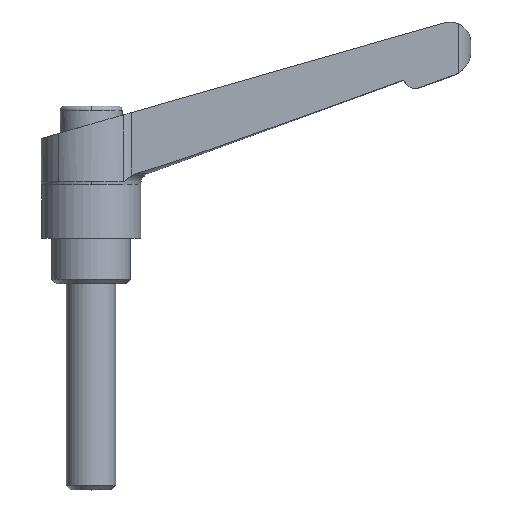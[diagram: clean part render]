
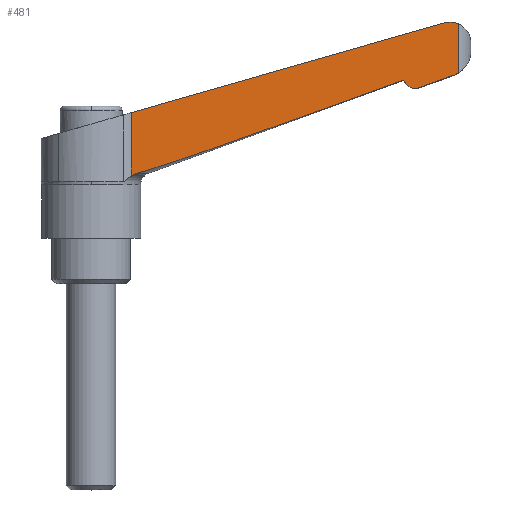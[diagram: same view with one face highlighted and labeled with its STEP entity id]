
A CAD part, top view. The second image highlights one B-rep face of the part: STEP entity #481.
In plain terms, the highlighted planar face has unit normal (0.035, 0, 0.999).
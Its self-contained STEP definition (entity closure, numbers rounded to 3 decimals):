
#265 = EDGE_CURVE( '', #465, #321, #752, .T. );
#271 = EDGE_CURVE( '', #321, #347, #759, .T. );
#281 = EDGE_CURVE( '', #347, #585, #771, .T. );
#321 = VERTEX_POINT( '', #815 );
#331 = EDGE_CURVE( '', #523, #713, #825, .T. );
#347 = VERTEX_POINT( '', #842 );
#463 = VERTEX_POINT( '', #968 );
#465 = VERTEX_POINT( '', #970 );
#471 = VERTEX_POINT( '', #976 );
#481 = ADVANCED_FACE( '', ( #987 ), #988, .F. );
#523 = VERTEX_POINT( '', #1032 );
#529 = EDGE_CURVE( '', #523, #709, #1038, .T. );
#581 = EDGE_CURVE( '', #471, #709, #1098, .T. );
#585 = VERTEX_POINT( '', #1103 );
#677 = EDGE_CURVE( '', #585, #713, #1206, .T. );
#679 = EDGE_CURVE( '', #463, #465, #1208, .T. );
#709 = VERTEX_POINT( '', #1241 );
#713 = VERTEX_POINT( '', #1246 );
#723 = EDGE_CURVE( '', #471, #463, #1258, .T. );
#752 = B_SPLINE_CURVE_WITH_KNOTS( '', 3, ( #1280, #1281, #1282, #1283, #1284, #1285, #1286, #1287, #1288, #1289, #1290, #1291, #1292, #1293, #1294, #1295, #1296, #1297, #1298, #1299 ), .UNSPECIFIED., .F., .F., ( 4, 2, 2, 2, 2, 2, 2, 2, 2, 4 ), ( 3.468, 3.897, 4.456, 5.016, 5.576, 6.135, 6.693, 7.249, 7.805, 7.931 ), .UNSPECIFIED. );
#759 = ( B_SPLINE_CURVE( 2, ( #1308, #1309, #1310 ), .UNSPECIFIED., .F., .F. )B_SPLINE_CURVE_WITH_KNOTS( ( 3, 3 ), ( 0., 68.465 ), .UNSPECIFIED. )RATIONAL_B_SPLINE_CURVE( ( 1., 1.437, 1. ) )BOUNDED_CURVE(  )REPRESENTATION_ITEM( '' )GEOMETRIC_REPRESENTATION_ITEM(  )CURVE(  ) );
#771 = B_SPLINE_CURVE_WITH_KNOTS( '', 3, ( #1341, #1342, #1343, #1344, #1345, #1346, #1347, #1348 ), .UNSPECIFIED., .F., .F., ( 4, 2, 2, 4 ), ( 6.098, 6.378, 7.098, 7.598 ), .UNSPECIFIED. );
#815 = CARTESIAN_POINT( '', ( 75.749, 49.294, 6.156 ) );
#825 = LINE( '', #1436, #1437 );
#842 = CARTESIAN_POINT( '', ( 11.158, 26.718, 8.411 ) );
#968 = CARTESIAN_POINT( '', ( 87.864, 50.488, 5.732 ) );
#970 = CARTESIAN_POINT( '', ( 79.617, 47.501, 6.02 ) );
#976 = CARTESIAN_POINT( '', ( 89.079, 51.09, 5.69 ) );
#987 = FACE_OUTER_BOUND( '', #1697, .T. );
#988 = PLANE( '', #1698 );
#1032 = CARTESIAN_POINT( '', ( 86.144, 63.321, 5.793 ) );
#1038 = B_SPLINE_CURVE_WITH_KNOTS( '', 3, ( #1786, #1787, #1788, #1789, #1790, #1791, #1792, #1793, #1794, #1795, #1796, #1797 ), .UNSPECIFIED., .F., .F., ( 4, 2, 2, 2, 2, 4 ), ( 20.959, 21.341, 22.273, 23.205, 24.136, 24.506 ), .UNSPECIFIED. );
#1098 = LINE( '', #1884, #1885 );
#1103 = CARTESIAN_POINT( '', ( 9.729, 26.036, 8.461 ) );
#1206 = LINE( '', #2063, #2064 );
#1208 = ( B_SPLINE_CURVE( 2, ( #2068, #2069, #2070 ), .UNSPECIFIED., .F., .F. )B_SPLINE_CURVE_WITH_KNOTS( ( 3, 3 ), ( 0., 8.776 ), .UNSPECIFIED. )RATIONAL_B_SPLINE_CURVE( ( 1., 1.001, 1. ) )BOUNDED_CURVE(  )REPRESENTATION_ITEM( '' )GEOMETRIC_REPRESENTATION_ITEM(  )CURVE(  ) );
#1241 = CARTESIAN_POINT( '', ( 89.079, 62.824, 5.69 ) );
#1246 = CARTESIAN_POINT( '', ( 9.729, 41.408, 8.461 ) );
#1258 = B_SPLINE_CURVE_WITH_KNOTS( '', 3, ( #2156, #2157, #2158, #2159, #2160, #2161, #2162, #2163 ), .UNSPECIFIED., .F., .F., ( 4, 2, 2, 4 ), ( 5.64, 6.114, 6.671, 6.934 ), .UNSPECIFIED. );
#1280 = CARTESIAN_POINT( '', ( 79.617, 47.501, 6.02 ) );
#1281 = CARTESIAN_POINT( '', ( 79.478, 47.451, 6.025 ) );
#1282 = CARTESIAN_POINT( '', ( 79.327, 47.408, 6.031 ) );
#1283 = CARTESIAN_POINT( '', ( 78.975, 47.338, 6.043 ) );
#1284 = CARTESIAN_POINT( '', ( 78.772, 47.32, 6.05 ) );
#1285 = CARTESIAN_POINT( '', ( 78.398, 47.32, 6.063 ) );
#1286 = CARTESIAN_POINT( '', ( 78.195, 47.338, 6.07 ) );
#1287 = CARTESIAN_POINT( '', ( 77.796, 47.418, 6.084 ) );
#1288 = CARTESIAN_POINT( '', ( 77.6, 47.478, 6.091 ) );
#1289 = CARTESIAN_POINT( '', ( 77.256, 47.621, 6.103 ) );
#1290 = CARTESIAN_POINT( '', ( 77.075, 47.715, 6.109 ) );
#1291 = CARTESIAN_POINT( '', ( 76.737, 47.94, 6.121 ) );
#1292 = CARTESIAN_POINT( '', ( 76.58, 48.07, 6.126 ) );
#1293 = CARTESIAN_POINT( '', ( 76.317, 48.332, 6.136 ) );
#1294 = CARTESIAN_POINT( '', ( 76.187, 48.488, 6.14 ) );
#1295 = CARTESIAN_POINT( '', ( 75.962, 48.824, 6.148 ) );
#1296 = CARTESIAN_POINT( '', ( 75.867, 49.004, 6.151 ) );
#1297 = CARTESIAN_POINT( '', ( 75.78, 49.213, 6.154 ) );
#1298 = CARTESIAN_POINT( '', ( 75.764, 49.253, 6.155 ) );
#1299 = CARTESIAN_POINT( '', ( 75.749, 49.294, 6.156 ) );
#1308 = CARTESIAN_POINT( '', ( 75.749, 49.294, 6.156 ) );
#1309 = CARTESIAN_POINT( '', ( 21.189, 29.557, 8.061 ) );
#1310 = CARTESIAN_POINT( '', ( 11.158, 26.718, 8.411 ) );
#1341 = CARTESIAN_POINT( '', ( 11.158, 26.718, 8.411 ) );
#1342 = CARTESIAN_POINT( '', ( 11.063, 26.692, 8.414 ) );
#1343 = CARTESIAN_POINT( '', ( 10.971, 26.663, 8.418 ) );
#1344 = CARTESIAN_POINT( '', ( 10.657, 26.553, 8.429 ) );
#1345 = CARTESIAN_POINT( '', ( 10.415, 26.448, 8.437 ) );
#1346 = CARTESIAN_POINT( '', ( 10.025, 26.236, 8.451 ) );
#1347 = CARTESIAN_POINT( '', ( 9.871, 26.138, 8.456 ) );
#1348 = CARTESIAN_POINT( '', ( 9.729, 26.036, 8.461 ) );
#1436 = CARTESIAN_POINT( '', ( -7.353, 36.509, 9.057 ) );
#1437 = VECTOR( '', #2264, 1. );
#1697 = EDGE_LOOP( '', ( #2410, #2411, #2412, #2413, #2414, #2415, #2416, #2417, #2418 ) );
#1698 = AXIS2_PLACEMENT_3D( '', #2419, #2420, #2421 );
#1786 = CARTESIAN_POINT( '', ( 85.423, 63.171, 5.818 ) );
#1787 = CARTESIAN_POINT( '', ( 85.555, 63.209, 5.813 ) );
#1788 = CARTESIAN_POINT( '', ( 85.69, 63.241, 5.808 ) );
#1789 = CARTESIAN_POINT( '', ( 86.158, 63.334, 5.792 ) );
#1790 = CARTESIAN_POINT( '', ( 86.497, 63.365, 5.78 ) );
#1791 = CARTESIAN_POINT( '', ( 87.118, 63.365, 5.759 ) );
#1792 = CARTESIAN_POINT( '', ( 87.457, 63.334, 5.747 ) );
#1793 = CARTESIAN_POINT( '', ( 88.121, 63.203, 5.723 ) );
#1794 = CARTESIAN_POINT( '', ( 88.446, 63.101, 5.712 ) );
#1795 = CARTESIAN_POINT( '', ( 88.847, 62.936, 5.698 ) );
#1796 = CARTESIAN_POINT( '', ( 88.963, 62.883, 5.694 ) );
#1797 = CARTESIAN_POINT( '', ( 89.079, 62.824, 5.69 ) );
#1884 = CARTESIAN_POINT( '', ( 89.079, 0., 5.69 ) );
#1885 = VECTOR( '', #2558, 1. );
#2063 = CARTESIAN_POINT( '', ( 9.729, 0., 8.461 ) );
#2064 = VECTOR( '', #2707, 1. );
#2068 = CARTESIAN_POINT( '', ( 87.864, 50.488, 5.732 ) );
#2069 = CARTESIAN_POINT( '', ( 83.539, 48.921, 5.883 ) );
#2070 = CARTESIAN_POINT( '', ( 79.617, 47.501, 6.02 ) );
#2156 = CARTESIAN_POINT( '', ( 89.079, 51.09, 5.69 ) );
#2157 = CARTESIAN_POINT( '', ( 88.934, 50.997, 5.695 ) );
#2158 = CARTESIAN_POINT( '', ( 88.786, 50.91, 5.7 ) );
#2159 = CARTESIAN_POINT( '', ( 88.462, 50.738, 5.712 ) );
#2160 = CARTESIAN_POINT( '', ( 88.285, 50.656, 5.718 ) );
#2161 = CARTESIAN_POINT( '', ( 88.033, 50.551, 5.727 ) );
#2162 = CARTESIAN_POINT( '', ( 87.95, 50.519, 5.729 ) );
#2163 = CARTESIAN_POINT( '', ( 87.864, 50.488, 5.732 ) );
#2264 = DIRECTION( '', ( -0.961, -0.275, 0.034 ) );
#2410 = ORIENTED_EDGE( '', *, *, #331, .T. );
#2411 = ORIENTED_EDGE( '', *, *, #677, .F. );
#2412 = ORIENTED_EDGE( '', *, *, #281, .F. );
#2413 = ORIENTED_EDGE( '', *, *, #271, .F. );
#2414 = ORIENTED_EDGE( '', *, *, #265, .F. );
#2415 = ORIENTED_EDGE( '', *, *, #679, .F. );
#2416 = ORIENTED_EDGE( '', *, *, #723, .F. );
#2417 = ORIENTED_EDGE( '', *, *, #581, .T. );
#2418 = ORIENTED_EDGE( '', *, *, #529, .F. );
#2419 = CARTESIAN_POINT( '', ( 9.729, 0., 8.461 ) );
#2420 = DIRECTION( '', ( -0.035, 0., -0.999 ) );
#2421 = DIRECTION( '', ( -0.999, 0., 0.035 ) );
#2558 = DIRECTION( '', ( 0., 1., 0. ) );
#2707 = DIRECTION( '', ( 0., 1., 0. ) );
